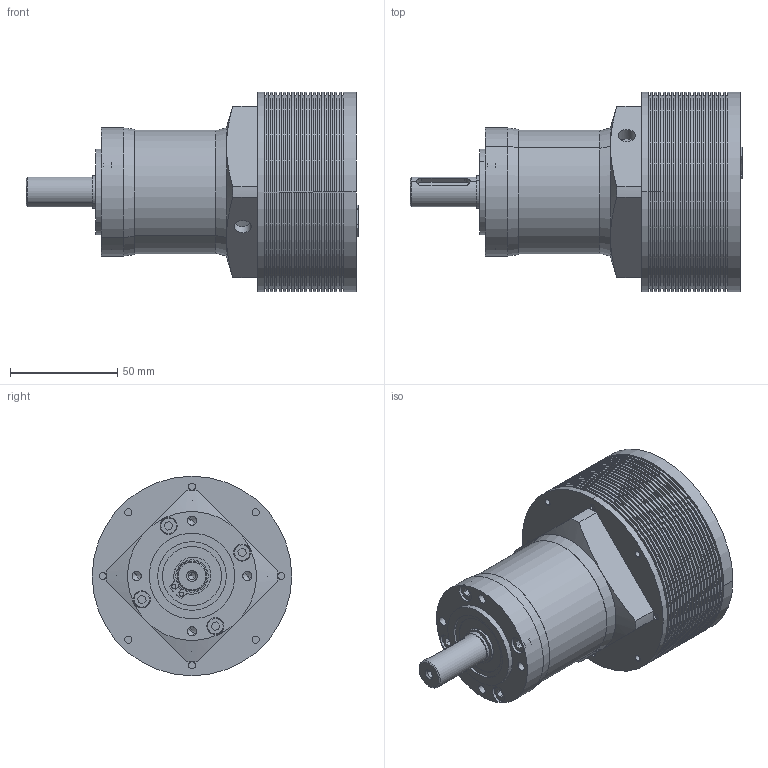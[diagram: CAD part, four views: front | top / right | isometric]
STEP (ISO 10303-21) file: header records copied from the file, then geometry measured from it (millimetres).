
FILE_DESCRIPTION (( 'STEP AP214' ), '1' );
FILE_NAME ('BA93PA60E(2ST).STEP', '2023-07-26T01:50:07', ( '821079794744' ), ( '' ), 'SwSTEP 2.0', 'SolidWorks 2018', '' );
FILE_SCHEMA (( 'AUTOMOTIVE_DESIGN' ));
Length unit declared in the file: millimetre
Products named in the file (1): BA93PA60E(2ST)
Bounding box: 154.8 x 93 x 93 mm (x, y, z)
Volume: 518805.6 mm3; surface area: 73323.5 mm2
Topology: 7 solids, 25 shells, 766 faces, 1730 edges, 1085 vertices
Faces by surface type: plane 353, cylinder 291, cone 86, bspline 20, torus 16
Entity records: 30125 total; most frequent: CARTESIAN_POINT 4664, DIRECTION 3819, ORIENTED_EDGE 3408, EDGE_CURVE 1704, AXIS2_PLACEMENT_3D 1468, VERTEX_POINT 1085, EDGE_LOOP 887, VECTOR 883
